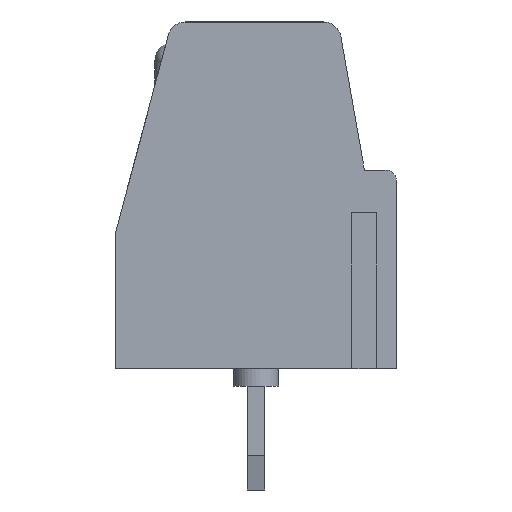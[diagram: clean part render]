
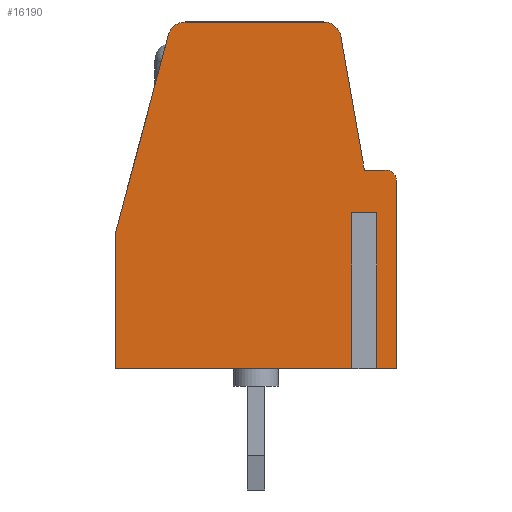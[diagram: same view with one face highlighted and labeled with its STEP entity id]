
A CAD part, left-side view. The second image highlights one B-rep face of the part: STEP entity #16190.
In plain terms, the highlighted face is planar.
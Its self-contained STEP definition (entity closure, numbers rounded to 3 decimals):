
#60=CARTESIAN_POINT('',(-37.809,25.009,-7.62));
#70=DIRECTION('',(0.,0.,1.));
#80=DIRECTION('',(1.,0.,0.));
#90=AXIS2_PLACEMENT_3D('',#60,#70,#80);
#100=CIRCLE('',#90,0.5);
#110=CARTESIAN_POINT('',(-37.809,25.509,-7.62));
#120=VERTEX_POINT('',#110);
#130=CARTESIAN_POINT('',(-38.302,25.096,-7.62));
#140=VERTEX_POINT('',#130);
#150=EDGE_CURVE('',#120,#140,#100,.T.);
#690=CARTESIAN_POINT('',(-31.804,19.444,-7.62));
#700=VERTEX_POINT('',#690);
#730=CARTESIAN_POINT('',(-31.804,-26.716,-7.62));
#740=DIRECTION('',(0.,-1.,0.));
#750=VECTOR('',#740,1.);
#760=LINE('',#730,#750);
#770=CARTESIAN_POINT('',(-31.804,15.509,-7.62));
#780=VERTEX_POINT('',#770);
#790=EDGE_CURVE('',#700,#780,#760,.T.);
#1140=CARTESIAN_POINT('',(-33.33,25.138,-7.62));
#1150=VERTEX_POINT('',#1140);
#1180=CARTESIAN_POINT('',(-19.435,-26.716,-7.62));
#1190=DIRECTION('',(0.259,-0.966,0.));
#1200=VECTOR('',#1190,1.);
#1210=LINE('',#1180,#1200);
#1220=EDGE_CURVE('',#1150,#700,#1210,.T.);
#9540=CARTESIAN_POINT('',(-88.926,15.509,-7.62));
#9550=DIRECTION('',(-1.,0.,0.));
#9560=VECTOR('',#9550,1.);
#9570=LINE('',#9540,#9560);
#9580=CARTESIAN_POINT('',(-38.767,15.509,-7.62));
#9590=VERTEX_POINT('',#9580);
#9600=EDGE_CURVE('',#780,#9590,#9570,.T.);
#10140=CARTESIAN_POINT('',(-39.181,15.509,-7.62));
#10150=VERTEX_POINT('',#10140);
#10180=CARTESIAN_POINT('',(-39.904,15.509,-7.62));
#10190=VERTEX_POINT('',#10180);
#10200=EDGE_CURVE('',#10150,#10190,#9570,.T.);
#14130=CARTESIAN_POINT('',(-38.767,-26.716,-7.62));
#14140=DIRECTION('',(0.,-1.,0.));
#14150=VECTOR('',#14140,1.);
#14160=LINE('',#14130,#14150);
#14170=CARTESIAN_POINT('',(-38.767,20.009,-7.62));
#14180=VERTEX_POINT('',#14170);
#14190=EDGE_CURVE('',#14180,#9590,#14160,.T.);
#15460=CARTESIAN_POINT('',(0.,0.,-7.62));
#15470=DIRECTION('',(0.,0.,1.));
#15480=DIRECTION('',(1.,0.,0.));
#15490=AXIS2_PLACEMENT_3D('',#15460,#15470,#15480);
#15500=PLANE('',#15490);
#15510=CARTESIAN_POINT('',(-33.813,25.009,-7.62));
#15520=DIRECTION('',(0.,0.,1.));
#15530=DIRECTION('',(1.,0.,0.));
#15540=AXIS2_PLACEMENT_3D('',#15510,#15520,#15530);
#15550=CIRCLE('',#15540,0.5);
#15560=CARTESIAN_POINT('',(-33.813,25.509,-7.62));
#15570=VERTEX_POINT('',#15560);
#15580=EDGE_CURVE('',#1150,#15570,#15550,.T.);
#15590=ORIENTED_EDGE('',*,*,#15580,.F.);
#15600=CARTESIAN_POINT('',(-88.926,25.509,-7.62));
#15610=DIRECTION('',(1.,0.,0.));
#15620=VECTOR('',#15610,1.);
#15630=LINE('',#15600,#15620);
#15640=EDGE_CURVE('',#120,#15570,#15630,.T.);
#15650=ORIENTED_EDGE('',*,*,#15640,.T.);
#15660=ORIENTED_EDGE('',*,*,#150,.F.);
#15670=CARTESIAN_POINT('',(-47.438,-26.716,-7.62));
#15680=DIRECTION('',(0.174,0.985,0.));
#15690=VECTOR('',#15680,1.);
#15700=LINE('',#15670,#15690);
#15710=CARTESIAN_POINT('',(-38.982,21.239,-7.62));
#15720=VERTEX_POINT('',#15710);
#15730=EDGE_CURVE('',#15720,#140,#15700,.T.);
#15740=ORIENTED_EDGE('',*,*,#15730,.T.);
#15750=CARTESIAN_POINT('',(-88.926,21.239,-7.62));
#15760=DIRECTION('',(1.,0.,0.));
#15770=VECTOR('',#15760,1.);
#15780=LINE('',#15750,#15770);
#15790=CARTESIAN_POINT('',(-39.604,21.239,-7.62));
#15800=VERTEX_POINT('',#15790);
#15810=EDGE_CURVE('',#15800,#15720,#15780,.T.);
#15820=ORIENTED_EDGE('',*,*,#15810,.T.);
#15830=CARTESIAN_POINT('',(-39.604,20.939,-7.62));
#15840=DIRECTION('',(0.,0.,1.));
#15850=DIRECTION('',(1.,0.,0.));
#15860=AXIS2_PLACEMENT_3D('',#15830,#15840,#15850);
#15870=CIRCLE('',#15860,0.3);
#15880=CARTESIAN_POINT('',(-39.904,20.939,-7.62));
#15890=VERTEX_POINT('',#15880);
#15900=EDGE_CURVE('',#15800,#15890,#15870,.T.);
#15910=ORIENTED_EDGE('',*,*,#15900,.F.);
#15920=CARTESIAN_POINT('',(-39.904,-26.716,-7.62));
#15930=DIRECTION('',(0.,1.,0.));
#15940=VECTOR('',#15930,1.);
#15950=LINE('',#15920,#15940);
#15960=EDGE_CURVE('',#10190,#15890,#15950,.T.);
#15970=ORIENTED_EDGE('',*,*,#15960,.T.);
#15980=ORIENTED_EDGE('',*,*,#10200,.T.);
#15990=CARTESIAN_POINT('',(-39.181,-26.716,-7.62));
#16000=DIRECTION('',(0.,1.,0.));
#16010=VECTOR('',#16000,1.);
#16020=LINE('',#15990,#16010);
#16030=CARTESIAN_POINT('',(-39.181,20.009,-7.62));
#16040=VERTEX_POINT('',#16030);
#16050=EDGE_CURVE('',#10150,#16040,#16020,.T.);
#16060=ORIENTED_EDGE('',*,*,#16050,.F.);
#16070=CARTESIAN_POINT('',(-88.926,20.009,-7.62));
#16080=DIRECTION('',(-1.,0.,0.));
#16090=VECTOR('',#16080,1.);
#16100=LINE('',#16070,#16090);
#16110=EDGE_CURVE('',#14180,#16040,#16100,.T.);
#16120=ORIENTED_EDGE('',*,*,#16110,.T.);
#16130=ORIENTED_EDGE('',*,*,#14190,.F.);
#16140=ORIENTED_EDGE('',*,*,#9600,.T.);
#16150=ORIENTED_EDGE('',*,*,#790,.T.);
#16160=ORIENTED_EDGE('',*,*,#1220,.T.);
#16170=EDGE_LOOP('',(#16160,#16150,#16140,#16130,#16120,#16060,#15980,
#15970,#15910,#15820,#15740,#15660,#15650,#15590));
#16180=FACE_OUTER_BOUND('',#16170,.T.);
#16190=ADVANCED_FACE('',(#16180),#15500,.F.);
